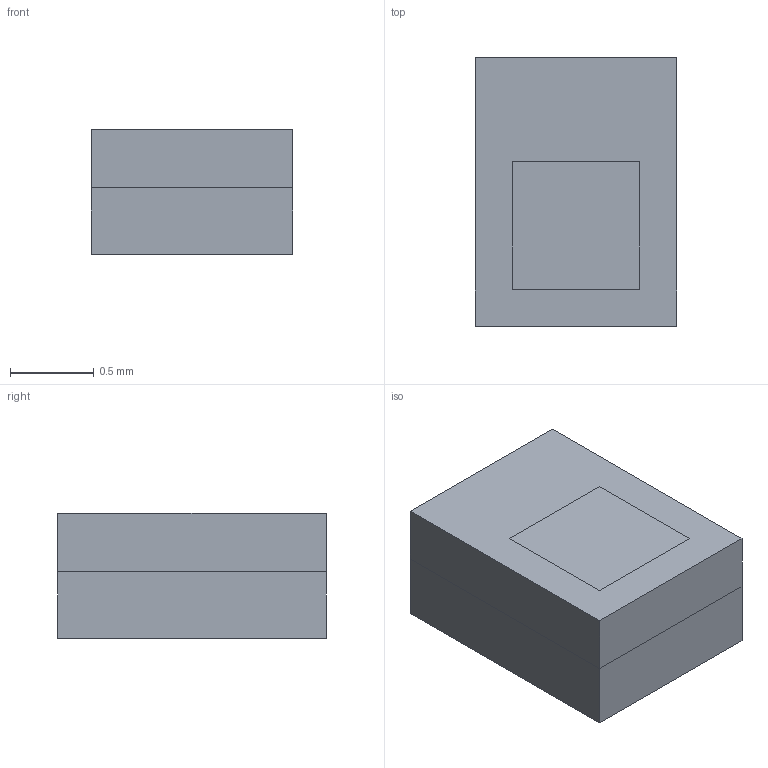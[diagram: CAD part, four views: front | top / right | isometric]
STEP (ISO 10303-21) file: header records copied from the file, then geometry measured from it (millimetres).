
FILE_DESCRIPTION (( 'STEP AP214' ), '1' );
FILE_NAME ('NJSx170C.STEP', '2021-04-09T07:03:27', ( '' ), ( '' ), 'SwSTEP 2.0', 'SolidWorks 2016', '' );
FILE_SCHEMA (( 'AUTOMOTIVE_DESIGN' ));
Length unit declared in the file: millimetre
Products named in the file (5): Part3_1; Part1_1; Part4; NJSx170C; Part2_1
Assembly tree (4 placements, depth 2):
  NJSx170C
    Part1_1
    Part2_1
    Part3_1
    Part4
Bounding box: 1.2 x 1.6 x 0.75 mm (x, y, z)
Volume: 1.4 mm3; surface area: 15.5 mm2
Topology: 5 solids, 5 shells, 40 faces, 87 edges, 58 vertices
Faces by surface type: plane 36, cylinder 4
Entity records: 1286 total; most frequent: CARTESIAN_POINT 192, DIRECTION 189, ORIENTED_EDGE 174, EDGE_CURVE 87, VECTOR 79, LINE 79, VERTEX_POINT 58, AXIS2_PLACEMENT_3D 55
